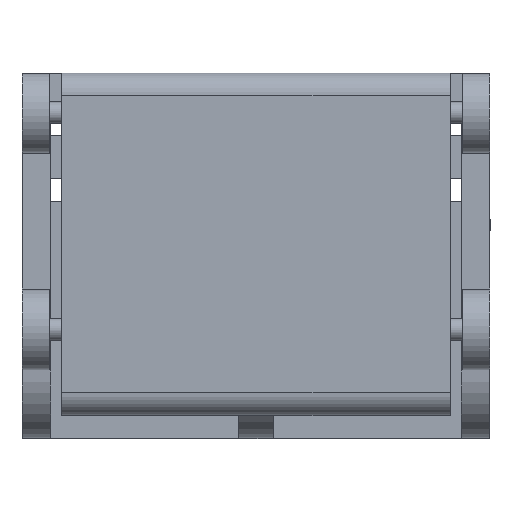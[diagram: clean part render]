
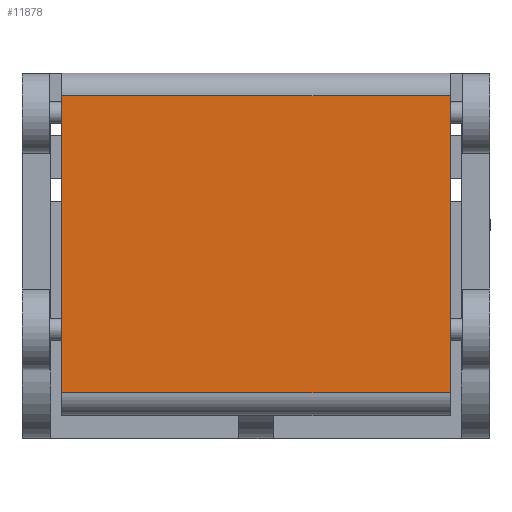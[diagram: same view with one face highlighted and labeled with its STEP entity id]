
A CAD part, top view. The second image highlights one B-rep face of the part: STEP entity #11878.
In plain terms, the highlighted planar face has unit normal (0, 0, 1).
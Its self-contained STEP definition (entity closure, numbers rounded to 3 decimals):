
#313 = CARTESIAN_POINT ( 'NONE',  ( -13.25, -6., 16.5 ) ) ;
#778 = VERTEX_POINT ( 'NONE', #15355 ) ;
#860 = EDGE_CURVE ( 'NONE', #778, #13747, #17990, .T. ) ;
#2807 = CARTESIAN_POINT ( 'NONE',  ( -13.25, 7., 16.5 ) ) ;
#4244 = VERTEX_POINT ( 'NONE', #16278 ) ;
#4950 = EDGE_LOOP ( 'NONE', ( #15352, #15315, #9311, #10947 ) ) ;
#5214 = CARTESIAN_POINT ( 'NONE',  ( -13.25, 7., 16.5 ) ) ;
#6693 = DIRECTION ( 'NONE',  ( 1., 0., 0. ) ) ;
#7681 = AXIS2_PLACEMENT_3D ( 'NONE', #2807, #22835, #9957 ) ;
#8361 = CARTESIAN_POINT ( 'NONE',  ( -13.25, -6., 16.5 ) ) ;
#8450 = EDGE_CURVE ( 'NONE', #4244, #13747, #14414, .T. ) ;
#8586 = DIRECTION ( 'NONE',  ( 0., 1., 0. ) ) ;
#9311 = ORIENTED_EDGE ( 'NONE', *, *, #17020, .F. ) ;
#9794 = VECTOR ( 'NONE', #12339, 1000. ) ;
#9957 = DIRECTION ( 'NONE',  ( -1., 0., 0. ) ) ;
#10947 = ORIENTED_EDGE ( 'NONE', *, *, #13570, .T. ) ;
#11147 = FACE_OUTER_BOUND ( 'NONE', #4950, .T. ) ;
#11878 = ADVANCED_FACE ( 'NONE', ( #11147 ), #12840, .F. ) ;
#12339 = DIRECTION ( 'NONE',  ( 1., 0., 0. ) ) ;
#12616 = CARTESIAN_POINT ( 'NONE',  ( 3.75, 7., 16.5 ) ) ;
#12840 = PLANE ( 'NONE',  #7681 ) ;
#13570 = EDGE_CURVE ( 'NONE', #19869, #4244, #13714, .T. ) ;
#13714 = LINE ( 'NONE', #8361, #16923 ) ;
#13747 = VERTEX_POINT ( 'NONE', #19958 ) ;
#14414 = LINE ( 'NONE', #12616, #21216 ) ;
#15315 = ORIENTED_EDGE ( 'NONE', *, *, #860, .F. ) ;
#15352 = ORIENTED_EDGE ( 'NONE', *, *, #8450, .T. ) ;
#15355 = CARTESIAN_POINT ( 'NONE',  ( -13.25, 7., 16.5 ) ) ;
#16273 = CARTESIAN_POINT ( 'NONE',  ( -13.25, 7., 16.5 ) ) ;
#16278 = CARTESIAN_POINT ( 'NONE',  ( 3.75, -6., 16.5 ) ) ;
#16923 = VECTOR ( 'NONE', #6693, 1000. ) ;
#17020 = EDGE_CURVE ( 'NONE', #19869, #778, #21702, .T. ) ;
#17990 = LINE ( 'NONE', #5214, #9794 ) ;
#18191 = DIRECTION ( 'NONE',  ( 0., 1., 0. ) ) ;
#19808 = VECTOR ( 'NONE', #18191, 1000. ) ;
#19869 = VERTEX_POINT ( 'NONE', #313 ) ;
#19958 = CARTESIAN_POINT ( 'NONE',  ( 3.75, 7., 16.5 ) ) ;
#21216 = VECTOR ( 'NONE', #8586, 1000. ) ;
#21702 = LINE ( 'NONE', #16273, #19808 ) ;
#22835 = DIRECTION ( 'NONE',  ( 0., 0., -1. ) ) ;
